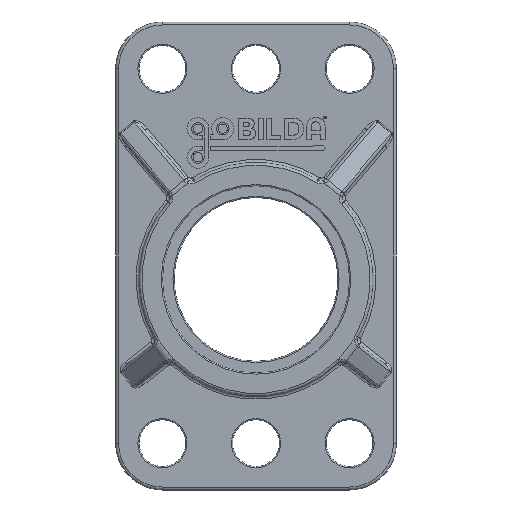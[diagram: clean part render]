
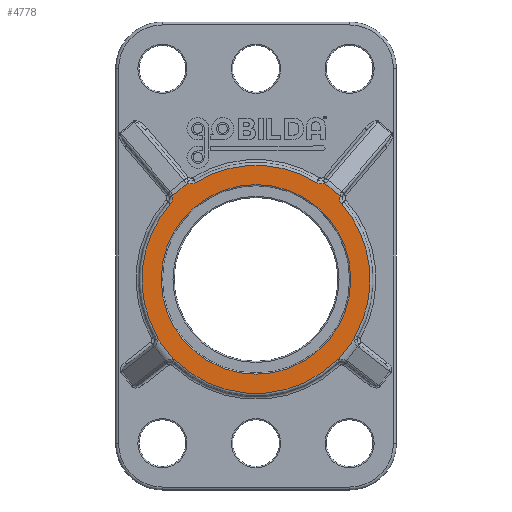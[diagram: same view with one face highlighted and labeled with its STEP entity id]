
A CAD part, front view. The second image highlights one B-rep face of the part: STEP entity #4778.
In plain terms, the highlighted planar face has unit normal (0, -1, 0).
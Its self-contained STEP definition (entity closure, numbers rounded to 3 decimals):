
#78=CIRCLE('',#5002,8.1);
#158=CIRCLE('',#5099,9.75);
#160=CIRCLE('',#5102,0.75);
#164=CIRCLE('',#5107,0.75);
#184=CIRCLE('',#5153,0.75);
#185=CIRCLE('',#5154,9.75);
#186=CIRCLE('',#5155,0.75);
#187=CIRCLE('',#5156,0.75);
#188=CIRCLE('',#5157,0.75);
#189=CIRCLE('',#5158,0.75);
#190=CIRCLE('',#5159,9.75);
#191=CIRCLE('',#5160,0.75);
#192=CIRCLE('',#5161,9.75);
#408=FACE_BOUND('',#1027,.T.);
#525=PLANE('',#5152);
#728=FACE_OUTER_BOUND('',#1026,.T.);
#1026=EDGE_LOOP('',(#3990,#3991,#3992,#3993,#3994,#3995,#3996,#3997,#3998,
#3999,#4000,#4001,#4002,#4003,#4004,#4005));
#1027=EDGE_LOOP('',(#4006));
#1441=LINE('',#9294,#1787);
#1442=LINE('',#9302,#1788);
#1443=LINE('',#9307,#1789);
#1444=LINE('',#9314,#1790);
#1787=VECTOR('',#6146,1000.);
#1788=VECTOR('',#6153,1000.);
#1789=VECTOR('',#6158,1000.);
#1790=VECTOR('',#6165,1000.);
#2210=VERTEX_POINT('',#8959);
#2273=VERTEX_POINT('',#9155);
#2274=VERTEX_POINT('',#9157);
#2275=VERTEX_POINT('',#9161);
#2276=VERTEX_POINT('',#9162);
#2279=VERTEX_POINT('',#9170);
#2280=VERTEX_POINT('',#9171);
#2313=VERTEX_POINT('',#9293);
#2314=VERTEX_POINT('',#9295);
#2315=VERTEX_POINT('',#9297);
#2316=VERTEX_POINT('',#9299);
#2317=VERTEX_POINT('',#9301);
#2318=VERTEX_POINT('',#9304);
#2319=VERTEX_POINT('',#9306);
#2320=VERTEX_POINT('',#9308);
#2321=VERTEX_POINT('',#9310);
#2322=VERTEX_POINT('',#9312);
#2776=EDGE_CURVE('',#2210,#2210,#78,.T.);
#2856=EDGE_CURVE('',#2274,#2273,#158,.T.);
#2858=EDGE_CURVE('',#2275,#2276,#160,.T.);
#2862=EDGE_CURVE('',#2279,#2280,#164,.T.);
#2921=EDGE_CURVE('',#2276,#2313,#1441,.T.);
#2922=EDGE_CURVE('',#2313,#2314,#184,.T.);
#2923=EDGE_CURVE('',#2314,#2315,#185,.T.);
#2924=EDGE_CURVE('',#2315,#2316,#186,.T.);
#2925=EDGE_CURVE('',#2316,#2317,#1442,.T.);
#2926=EDGE_CURVE('',#2317,#2274,#187,.T.);
#2927=EDGE_CURVE('',#2273,#2318,#188,.T.);
#2928=EDGE_CURVE('',#2318,#2319,#1443,.T.);
#2929=EDGE_CURVE('',#2319,#2320,#189,.T.);
#2930=EDGE_CURVE('',#2320,#2321,#190,.T.);
#2931=EDGE_CURVE('',#2321,#2322,#191,.T.);
#2932=EDGE_CURVE('',#2322,#2279,#1444,.T.);
#2933=EDGE_CURVE('',#2280,#2275,#192,.T.);
#3990=ORIENTED_EDGE('',*,*,#2921,.T.);
#3991=ORIENTED_EDGE('',*,*,#2922,.T.);
#3992=ORIENTED_EDGE('',*,*,#2923,.T.);
#3993=ORIENTED_EDGE('',*,*,#2924,.T.);
#3994=ORIENTED_EDGE('',*,*,#2925,.T.);
#3995=ORIENTED_EDGE('',*,*,#2926,.T.);
#3996=ORIENTED_EDGE('',*,*,#2856,.T.);
#3997=ORIENTED_EDGE('',*,*,#2927,.T.);
#3998=ORIENTED_EDGE('',*,*,#2928,.T.);
#3999=ORIENTED_EDGE('',*,*,#2929,.T.);
#4000=ORIENTED_EDGE('',*,*,#2930,.T.);
#4001=ORIENTED_EDGE('',*,*,#2931,.T.);
#4002=ORIENTED_EDGE('',*,*,#2932,.T.);
#4003=ORIENTED_EDGE('',*,*,#2862,.T.);
#4004=ORIENTED_EDGE('',*,*,#2933,.T.);
#4005=ORIENTED_EDGE('',*,*,#2858,.T.);
#4006=ORIENTED_EDGE('',*,*,#2776,.T.);
#4778=ADVANCED_FACE('',(#728,#408),#525,.T.);
#5002=AXIS2_PLACEMENT_3D('',#8961,#5809,#5810);
#5099=AXIS2_PLACEMENT_3D('',#9158,#6003,#6004);
#5102=AXIS2_PLACEMENT_3D('',#9163,#6009,#6010);
#5107=AXIS2_PLACEMENT_3D('',#9172,#6019,#6020);
#5152=AXIS2_PLACEMENT_3D('',#9292,#6144,#6145);
#5153=AXIS2_PLACEMENT_3D('',#9296,#6147,#6148);
#5154=AXIS2_PLACEMENT_3D('',#9298,#6149,#6150);
#5155=AXIS2_PLACEMENT_3D('',#9300,#6151,#6152);
#5156=AXIS2_PLACEMENT_3D('',#9303,#6154,#6155);
#5157=AXIS2_PLACEMENT_3D('',#9305,#6156,#6157);
#5158=AXIS2_PLACEMENT_3D('',#9309,#6159,#6160);
#5159=AXIS2_PLACEMENT_3D('',#9311,#6161,#6162);
#5160=AXIS2_PLACEMENT_3D('',#9313,#6163,#6164);
#5161=AXIS2_PLACEMENT_3D('',#9315,#6166,#6167);
#5809=DIRECTION('center_axis',(0.,1.,0.));
#5810=DIRECTION('ref_axis',(0.,0.,-1.));
#6003=DIRECTION('center_axis',(0.,-1.,0.));
#6004=DIRECTION('ref_axis',(0.,0.,-1.));
#6009=DIRECTION('center_axis',(0.,1.,0.));
#6010=DIRECTION('ref_axis',(0.,0.,-1.));
#6019=DIRECTION('center_axis',(0.,1.,0.));
#6020=DIRECTION('ref_axis',(0.,0.,-1.));
#6144=DIRECTION('center_axis',(0.,-1.,0.));
#6145=DIRECTION('ref_axis',(1.,0.,0.));
#6146=DIRECTION('',(-0.763,0.,-0.646));
#6147=DIRECTION('center_axis',(0.,1.,0.));
#6148=DIRECTION('ref_axis',(0.,0.,-1.));
#6149=DIRECTION('center_axis',(0.,-1.,0.));
#6150=DIRECTION('ref_axis',(0.,0.,-1.));
#6151=DIRECTION('center_axis',(0.,1.,0.));
#6152=DIRECTION('ref_axis',(0.,0.,-1.));
#6153=DIRECTION('',(0.611,0.,-0.791));
#6154=DIRECTION('center_axis',(0.,1.,0.));
#6155=DIRECTION('ref_axis',(0.,0.,-1.));
#6156=DIRECTION('center_axis',(0.,1.,0.));
#6157=DIRECTION('ref_axis',(0.,0.,-1.));
#6158=DIRECTION('',(0.611,0.,0.791));
#6159=DIRECTION('center_axis',(0.,1.,0.));
#6160=DIRECTION('ref_axis',(0.,0.,-1.));
#6161=DIRECTION('center_axis',(0.,-1.,0.));
#6162=DIRECTION('ref_axis',(0.,0.,-1.));
#6163=DIRECTION('center_axis',(0.,1.,0.));
#6164=DIRECTION('ref_axis',(0.,0.,-1.));
#6165=DIRECTION('',(-0.763,0.,0.646));
#6166=DIRECTION('center_axis',(0.,-1.,0.));
#6167=DIRECTION('ref_axis',(0.,0.,-1.));
#8959=CARTESIAN_POINT('',(0.,-5.,6.1));
#8961=CARTESIAN_POINT('Origin',(0.,-5.,-2.));
#9155=CARTESIAN_POINT('',(6.784,-5.,-9.003));
#9157=CARTESIAN_POINT('',(-6.784,-5.,-9.003));
#9158=CARTESIAN_POINT('Origin',(0.,-5.,-2.));
#9161=CARTESIAN_POINT('',(-5.17,-5.,6.266));
#9162=CARTESIAN_POINT('',(-5.874,-5.,6.217));
#9163=CARTESIAN_POINT('Origin',(-5.568,-5.,6.902));
#9170=CARTESIAN_POINT('',(5.874,-5.,6.217));
#9171=CARTESIAN_POINT('',(5.17,-5.,6.266));
#9172=CARTESIAN_POINT('Origin',(5.568,-5.,6.902));
#9292=CARTESIAN_POINT('Origin',(0.,-5.,0.));
#9293=CARTESIAN_POINT('',(-7.132,-5.,5.153));
#9294=CARTESIAN_POINT('',(-5.517,-5.,6.52));
#9295=CARTESIAN_POINT('',(-7.297,-5.,4.467));
#9296=CARTESIAN_POINT('Origin',(-7.858,-5.,4.964));
#9297=CARTESIAN_POINT('',(-8.488,-5.,-6.798));
#9298=CARTESIAN_POINT('Origin',(0.,-5.,-2.));
#9299=CARTESIAN_POINT('',(-8.395,-5.,-7.089));
#9300=CARTESIAN_POINT('Origin',(-9.14,-5.,-7.167));
#9301=CARTESIAN_POINT('',(-7.042,-5.,-8.839));
#9302=CARTESIAN_POINT('',(-8.686,-5.,-6.712));
#9303=CARTESIAN_POINT('Origin',(-7.306,-5.,-9.541));
#9304=CARTESIAN_POINT('',(7.042,-5.,-8.839));
#9305=CARTESIAN_POINT('Origin',(7.306,-5.,-9.541));
#9306=CARTESIAN_POINT('',(8.395,-5.,-7.089));
#9307=CARTESIAN_POINT('',(8.686,-5.,-6.712));
#9308=CARTESIAN_POINT('',(8.488,-5.,-6.798));
#9309=CARTESIAN_POINT('Origin',(9.14,-5.,-7.167));
#9310=CARTESIAN_POINT('',(7.297,-5.,4.467));
#9311=CARTESIAN_POINT('Origin',(0.,-5.,-2.));
#9312=CARTESIAN_POINT('',(7.132,-5.,5.153));
#9313=CARTESIAN_POINT('Origin',(7.858,-5.,4.964));
#9314=CARTESIAN_POINT('',(5.517,-5.,6.52));
#9315=CARTESIAN_POINT('Origin',(0.,-5.,-2.));
